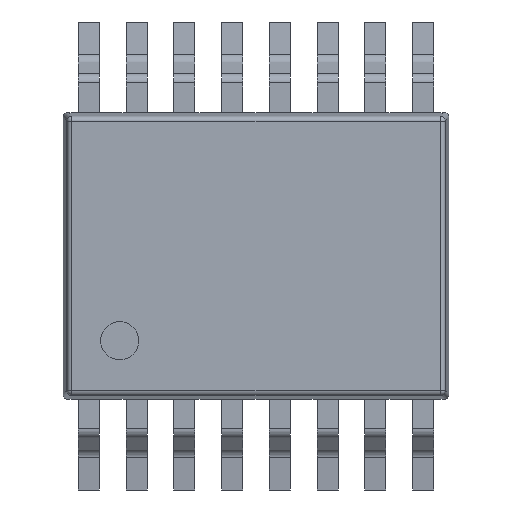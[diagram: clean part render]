
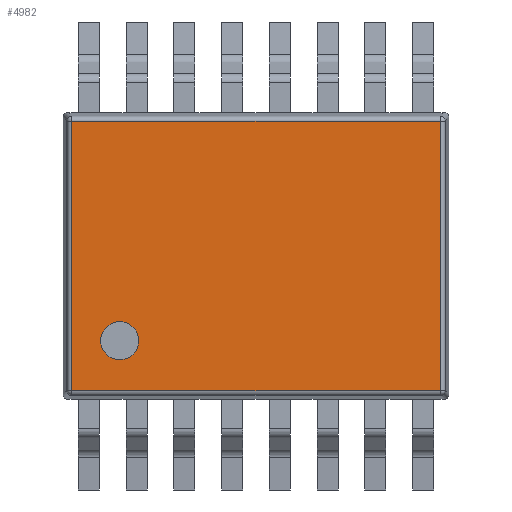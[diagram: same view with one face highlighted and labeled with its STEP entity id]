
A CAD part, top view. The second image highlights one B-rep face of the part: STEP entity #4982.
In plain terms, the highlighted planar face has unit normal (0, 0, 1).
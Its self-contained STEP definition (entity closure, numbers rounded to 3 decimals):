
#209=FACE_BOUND('',#1971,.T.);
#218=PLANE('',#5301);
#444=LINE('',#7153,#1033);
#450=LINE('',#7176,#1039);
#452=LINE('',#7179,#1041);
#454=LINE('',#7182,#1043);
#1033=VECTOR('',#5746,10.);
#1039=VECTOR('',#5774,10.);
#1041=VECTOR('',#5778,10.);
#1043=VECTOR('',#5782,10.);
#1697=FACE_OUTER_BOUND('',#1970,.T.);
#1970=EDGE_LOOP('',(#3689,#3690,#3691,#3692));
#1971=EDGE_LOOP('',(#3693));
#2234=CIRCLE('',#5302,0.2);
#2369=VERTEX_POINT('',#7116);
#2380=VERTEX_POINT('',#7143);
#2383=VERTEX_POINT('',#7156);
#2386=VERTEX_POINT('',#7166);
#2422=VERTEX_POINT('',#7290);
#2837=EDGE_CURVE('',#2369,#2380,#444,.T.);
#2849=EDGE_CURVE('',#2380,#2386,#450,.T.);
#2851=EDGE_CURVE('',#2386,#2383,#452,.T.);
#2853=EDGE_CURVE('',#2383,#2369,#454,.T.);
#2911=EDGE_CURVE('',#2422,#2422,#2234,.T.);
#3689=ORIENTED_EDGE('',*,*,#2837,.F.);
#3690=ORIENTED_EDGE('',*,*,#2853,.F.);
#3691=ORIENTED_EDGE('',*,*,#2851,.F.);
#3692=ORIENTED_EDGE('',*,*,#2849,.F.);
#3693=ORIENTED_EDGE('',*,*,#2911,.T.);
#4982=ADVANCED_FACE('',(#1697,#209),#218,.T.);
#5301=AXIS2_PLACEMENT_3D('',#7289,#5870,#5871);
#5302=AXIS2_PLACEMENT_3D('',#7291,#5872,#5873);
#5746=DIRECTION('',(1.,0.,0.));
#5774=DIRECTION('',(0.,-1.,0.));
#5778=DIRECTION('',(-1.,0.,0.));
#5782=DIRECTION('',(0.,1.,0.));
#5870=DIRECTION('center_axis',(0.,0.,1.));
#5871=DIRECTION('ref_axis',(1.,0.,0.));
#5872=DIRECTION('center_axis',(0.,0.,-1.));
#5873=DIRECTION('ref_axis',(-1.,0.,0.));
#7116=CARTESIAN_POINT('',(-1.931,1.411,1.1));
#7143=CARTESIAN_POINT('',(1.931,1.411,1.1));
#7153=CARTESIAN_POINT('',(-1.01,1.411,1.1));
#7156=CARTESIAN_POINT('',(-1.931,-1.411,1.1));
#7166=CARTESIAN_POINT('',(1.931,-1.411,1.1));
#7176=CARTESIAN_POINT('',(1.931,0.75,1.1));
#7179=CARTESIAN_POINT('',(1.01,-1.411,1.1));
#7182=CARTESIAN_POINT('',(-1.931,-0.75,1.1));
#7289=CARTESIAN_POINT('Origin',(0.,0.,
1.1));
#7290=CARTESIAN_POINT('',(-1.228,-0.888,1.1));
#7291=CARTESIAN_POINT('Origin',(-1.428,-0.888,1.1));
